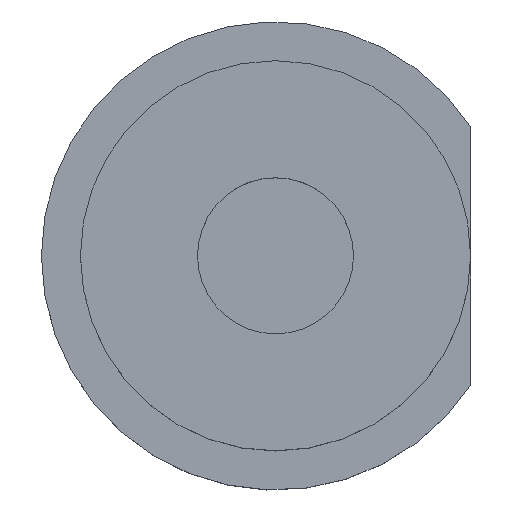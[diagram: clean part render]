
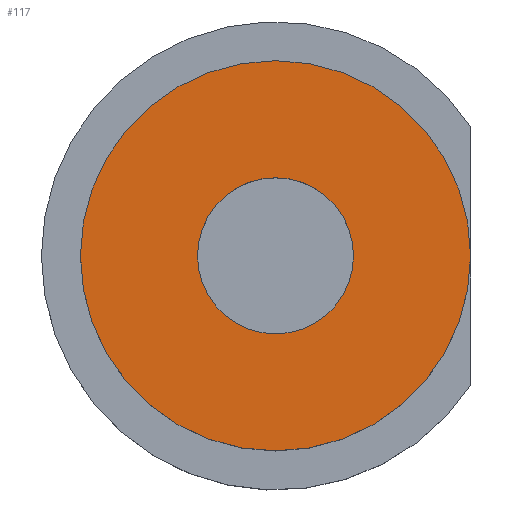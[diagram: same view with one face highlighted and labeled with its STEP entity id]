
A CAD part, top view. The second image highlights one B-rep face of the part: STEP entity #117.
In plain terms, the highlighted planar face has unit normal (0, 0, 1).
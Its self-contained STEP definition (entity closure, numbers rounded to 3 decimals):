
#14=FACE_BOUND('',#34,.T.);
#16=PLANE('',#132);
#25=FACE_OUTER_BOUND('',#33,.T.);
#33=EDGE_LOOP('',(#93));
#34=EDGE_LOOP('',(#94));
#53=CIRCLE('',#125,1.);
#55=CIRCLE('',#129,2.5);
#60=VERTEX_POINT('',#180);
#62=VERTEX_POINT('',#187);
#69=EDGE_CURVE('',#60,#60,#53,.T.);
#72=EDGE_CURVE('',#62,#62,#55,.T.);
#93=ORIENTED_EDGE('',*,*,#72,.T.);
#94=ORIENTED_EDGE('',*,*,#69,.T.);
#117=ADVANCED_FACE('',(#25,#14),#16,.T.);
#125=AXIS2_PLACEMENT_3D('',#181,#143,#144);
#129=AXIS2_PLACEMENT_3D('',#188,#152,#153);
#132=AXIS2_PLACEMENT_3D('',#194,#159,#160);
#143=DIRECTION('center_axis',(0.,0.,-1.));
#144=DIRECTION('ref_axis',(0.,1.,0.));
#152=DIRECTION('center_axis',(0.,0.,1.));
#153=DIRECTION('ref_axis',(0.,1.,0.));
#159=DIRECTION('center_axis',(0.,0.,1.));
#160=DIRECTION('ref_axis',(0.,1.,0.));
#180=CARTESIAN_POINT('',(-27.992,-25.126,-0.647));
#181=CARTESIAN_POINT('Origin',(-27.992,-24.126,-0.647));
#187=CARTESIAN_POINT('',(-27.992,-26.626,-0.647));
#188=CARTESIAN_POINT('Origin',(-27.992,-24.126,-0.647));
#194=CARTESIAN_POINT('Origin',(-27.992,-24.126,-0.647));
